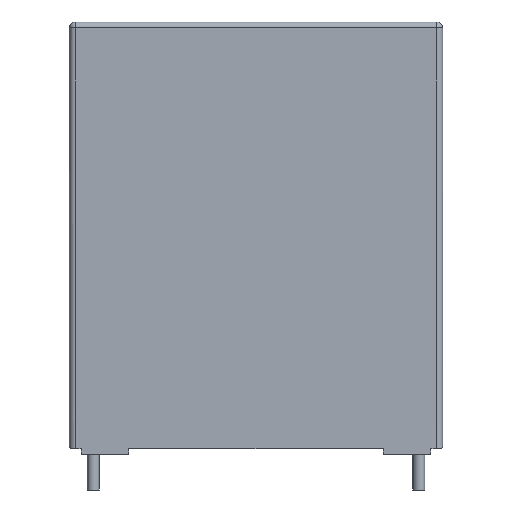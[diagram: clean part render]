
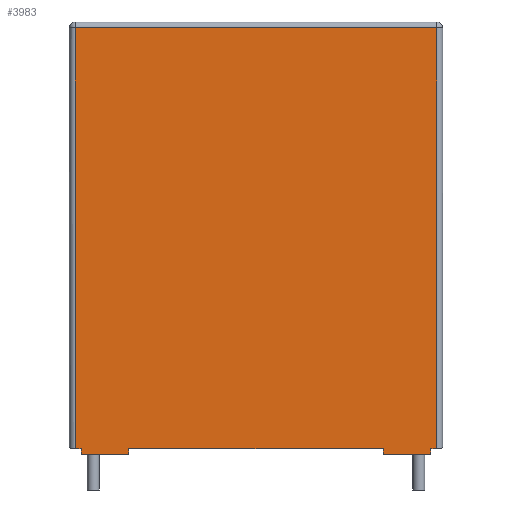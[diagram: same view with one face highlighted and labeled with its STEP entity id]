
A CAD part, front view. The second image highlights one B-rep face of the part: STEP entity #3983.
In plain terms, the highlighted planar face has unit normal (0, -1, 0).
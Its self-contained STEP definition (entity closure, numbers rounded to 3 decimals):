
#39 = DIRECTION ( 'NONE',  ( 0., 0., -1. ) ) ;
#588 = CARTESIAN_POINT ( 'NONE',  ( 0., 0., 36. ) ) ;
#755 = DIRECTION ( 'NONE',  ( -1., 0., 0. ) ) ;
#886 = DIRECTION ( 'NONE',  ( 1., 0., 0. ) ) ;
#956 = CARTESIAN_POINT ( 'NONE',  ( 26.5, 0., 0.5 ) ) ;
#1025 = LINE ( 'NONE', #3380, #9512 ) ;
#1242 = EDGE_CURVE ( 'NONE', #5395, #5337, #1784, .T. ) ;
#1314 = ORIENTED_EDGE ( 'NONE', *, *, #10285, .T. ) ;
#1588 = CARTESIAN_POINT ( 'NONE',  ( 5., 0., 0. ) ) ;
#1622 = VECTOR ( 'NONE', #886, 1000. ) ;
#1678 = EDGE_LOOP ( 'NONE', ( #4601, #9701, #6890, #8135, #2780, #9060, #4793, #1314, #5402, #6788, #6207, #10071 ) ) ;
#1784 = LINE ( 'NONE', #2453, #6276 ) ;
#1795 = VERTEX_POINT ( 'NONE', #9631 ) ;
#1801 = EDGE_CURVE ( 'NONE', #1795, #2272, #1947, .T. ) ;
#1813 = VERTEX_POINT ( 'NONE', #3628 ) ;
#1855 = PLANE ( 'NONE',  #4836 ) ;
#1867 = CARTESIAN_POINT ( 'NONE',  ( 26.5, 0., 0. ) ) ;
#1947 = LINE ( 'NONE', #10235, #10465 ) ;
#2272 = VERTEX_POINT ( 'NONE', #4973 ) ;
#2453 = CARTESIAN_POINT ( 'NONE',  ( 30.5, 0., 0. ) ) ;
#2515 = EDGE_CURVE ( 'NONE', #8083, #9700, #10067, .T. ) ;
#2565 = LINE ( 'NONE', #8374, #3590 ) ;
#2731 = CARTESIAN_POINT ( 'NONE',  ( 1., 0., 0.5 ) ) ;
#2780 = ORIENTED_EDGE ( 'NONE', *, *, #4527, .T. ) ;
#2815 = DIRECTION ( 'NONE',  ( 0., 0., -1. ) ) ;
#3041 = VERTEX_POINT ( 'NONE', #10793 ) ;
#3047 = EDGE_CURVE ( 'NONE', #1813, #6481, #2565, .T. ) ;
#3048 = VERTEX_POINT ( 'NONE', #2731 ) ;
#3149 = VECTOR ( 'NONE', #7387, 1000. ) ;
#3156 = EDGE_CURVE ( 'NONE', #6481, #3048, #1025, .T. ) ;
#3291 = CARTESIAN_POINT ( 'NONE',  ( 5., 0., 0.5 ) ) ;
#3308 = DIRECTION ( 'NONE',  ( 0., 0., 1. ) ) ;
#3359 = CARTESIAN_POINT ( 'NONE',  ( 0., 0., 0. ) ) ;
#3380 = CARTESIAN_POINT ( 'NONE',  ( 0., 0., 0.5 ) ) ;
#3590 = VECTOR ( 'NONE', #6738, 1000. ) ;
#3628 = CARTESIAN_POINT ( 'NONE',  ( 0.5, 0., 36. ) ) ;
#3804 = VERTEX_POINT ( 'NONE', #1867 ) ;
#3916 = CARTESIAN_POINT ( 'NONE',  ( 0.5, 0., 0.5 ) ) ;
#3983 = ADVANCED_FACE ( 'NONE', ( #5133 ), #1855, .F. ) ;
#4009 = CARTESIAN_POINT ( 'NONE',  ( 30.5, 0., 0. ) ) ;
#4212 = LINE ( 'NONE', #8436, #6324 ) ;
#4483 = DIRECTION ( 'NONE',  ( 0., 0., 1. ) ) ;
#4527 = EDGE_CURVE ( 'NONE', #3041, #6625, #8358, .T. ) ;
#4601 = ORIENTED_EDGE ( 'NONE', *, *, #9353, .T. ) ;
#4638 = CARTESIAN_POINT ( 'NONE',  ( 31.5, 0., 0.5 ) ) ;
#4793 = ORIENTED_EDGE ( 'NONE', *, *, #2515, .T. ) ;
#4836 = AXIS2_PLACEMENT_3D ( 'NONE', #9655, #5344, #4483 ) ;
#4973 = CARTESIAN_POINT ( 'NONE',  ( 31., 0., 36. ) ) ;
#5020 = EDGE_CURVE ( 'NONE', #5337, #1795, #8708, .T. ) ;
#5133 = FACE_OUTER_BOUND ( 'NONE', #1678, .T. ) ;
#5337 = VERTEX_POINT ( 'NONE', #6305 ) ;
#5344 = DIRECTION ( 'NONE',  ( 0., 1., 0. ) ) ;
#5395 = VERTEX_POINT ( 'NONE', #4009 ) ;
#5402 = ORIENTED_EDGE ( 'NONE', *, *, #9159, .T. ) ;
#5829 = EDGE_CURVE ( 'NONE', #3048, #3041, #5903, .T. ) ;
#5903 = LINE ( 'NONE', #6922, #8325 ) ;
#6060 = CARTESIAN_POINT ( 'NONE',  ( 0., 0., 0. ) ) ;
#6207 = ORIENTED_EDGE ( 'NONE', *, *, #5020, .T. ) ;
#6276 = VECTOR ( 'NONE', #3308, 1000. ) ;
#6304 = VECTOR ( 'NONE', #8470, 1000. ) ;
#6305 = CARTESIAN_POINT ( 'NONE',  ( 30.5, 0., 0.5 ) ) ;
#6324 = VECTOR ( 'NONE', #39, 1000. ) ;
#6372 = EDGE_CURVE ( 'NONE', #6625, #8083, #10692, .T. ) ;
#6481 = VERTEX_POINT ( 'NONE', #3916 ) ;
#6625 = VERTEX_POINT ( 'NONE', #7249 ) ;
#6679 = DIRECTION ( 'NONE',  ( 1., 0., 0. ) ) ;
#6738 = DIRECTION ( 'NONE',  ( 0., 0., -1. ) ) ;
#6788 = ORIENTED_EDGE ( 'NONE', *, *, #1242, .T. ) ;
#6836 = VECTOR ( 'NONE', #755, 1000. ) ;
#6890 = ORIENTED_EDGE ( 'NONE', *, *, #3156, .T. ) ;
#6922 = CARTESIAN_POINT ( 'NONE',  ( 1., 0., 0. ) ) ;
#6923 = VECTOR ( 'NONE', #8763, 1000. ) ;
#7249 = CARTESIAN_POINT ( 'NONE',  ( 5., 0., 0. ) ) ;
#7387 = DIRECTION ( 'NONE',  ( 0., 0., 1. ) ) ;
#7388 = LINE ( 'NONE', #588, #6836 ) ;
#7705 = DIRECTION ( 'NONE',  ( 1., 0., 0. ) ) ;
#8083 = VERTEX_POINT ( 'NONE', #3291 ) ;
#8135 = ORIENTED_EDGE ( 'NONE', *, *, #5829, .T. ) ;
#8325 = VECTOR ( 'NONE', #2815, 1000. ) ;
#8358 = LINE ( 'NONE', #3359, #10419 ) ;
#8374 = CARTESIAN_POINT ( 'NONE',  ( 0.5, 0., 36.5 ) ) ;
#8436 = CARTESIAN_POINT ( 'NONE',  ( 26.5, 0., 0. ) ) ;
#8443 = LINE ( 'NONE', #6060, #1622 ) ;
#8470 = DIRECTION ( 'NONE',  ( 1., 0., 0. ) ) ;
#8708 = LINE ( 'NONE', #4638, #6923 ) ;
#8763 = DIRECTION ( 'NONE',  ( 1., 0., 0. ) ) ;
#9060 = ORIENTED_EDGE ( 'NONE', *, *, #6372, .T. ) ;
#9159 = EDGE_CURVE ( 'NONE', #3804, #5395, #8443, .T. ) ;
#9353 = EDGE_CURVE ( 'NONE', #2272, #1813, #7388, .T. ) ;
#9460 = CARTESIAN_POINT ( 'NONE',  ( 26.5, 0., 0.5 ) ) ;
#9512 = VECTOR ( 'NONE', #7705, 1000. ) ;
#9570 = DIRECTION ( 'NONE',  ( 0., 0., 1. ) ) ;
#9631 = CARTESIAN_POINT ( 'NONE',  ( 31., 0., 0.5 ) ) ;
#9655 = CARTESIAN_POINT ( 'NONE',  ( 0., 0., 36.5 ) ) ;
#9700 = VERTEX_POINT ( 'NONE', #9460 ) ;
#9701 = ORIENTED_EDGE ( 'NONE', *, *, #3047, .T. ) ;
#10067 = LINE ( 'NONE', #956, #6304 ) ;
#10071 = ORIENTED_EDGE ( 'NONE', *, *, #1801, .T. ) ;
#10235 = CARTESIAN_POINT ( 'NONE',  ( 31., 0., 36.5 ) ) ;
#10285 = EDGE_CURVE ( 'NONE', #9700, #3804, #4212, .T. ) ;
#10419 = VECTOR ( 'NONE', #6679, 1000. ) ;
#10465 = VECTOR ( 'NONE', #9570, 1000. ) ;
#10692 = LINE ( 'NONE', #1588, #3149 ) ;
#10793 = CARTESIAN_POINT ( 'NONE',  ( 1., 0., 0. ) ) ;
